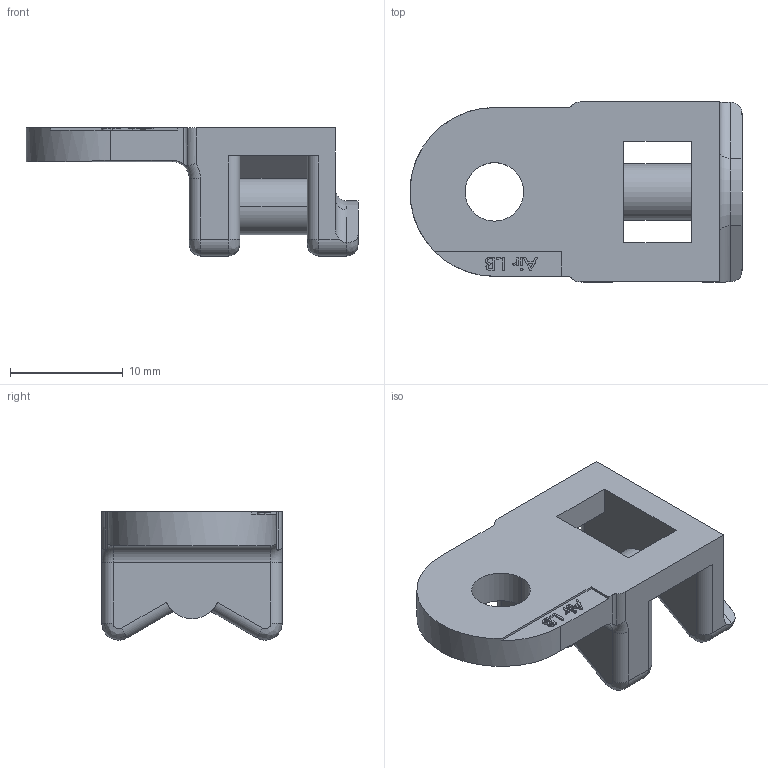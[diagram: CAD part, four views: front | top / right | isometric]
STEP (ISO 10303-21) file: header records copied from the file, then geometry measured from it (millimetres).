
FILE_DESCRIPTION((''),'2;1');
FILE_NAME('003261_114_59','2020-01-31T',('presta_be4'),(''),'CREO PARAMETRIC BY PTC INC, 2018360','CREO PARAMETRIC BY PTC INC, 2018360','');
FILE_SCHEMA(('CONFIG_CONTROL_DESIGN'));
Length unit declared in the file: millimetre
Products named in the file (1): 003261_114_59
Bounding box: 29.5 x 16 x 11.4 mm (x, y, z)
Volume: 1974.3 mm3; surface area: 1696.8 mm2
Topology: 1 solids, 1 shells, 178 faces, 488 edges, 318 vertices
Faces by surface type: extrusion 79, plane 55, cylinder 33, bspline 8, torus 3
Entity records: 6106 total; most frequent: CARTESIAN_POINT 1870, ORIENTED_EDGE 976, DIRECTION 635, EDGE_CURVE 488, VECTOR 321, VERTEX_POINT 318, B_SPLINE_CURVE_WITH_KNOTS 259, LINE 242
